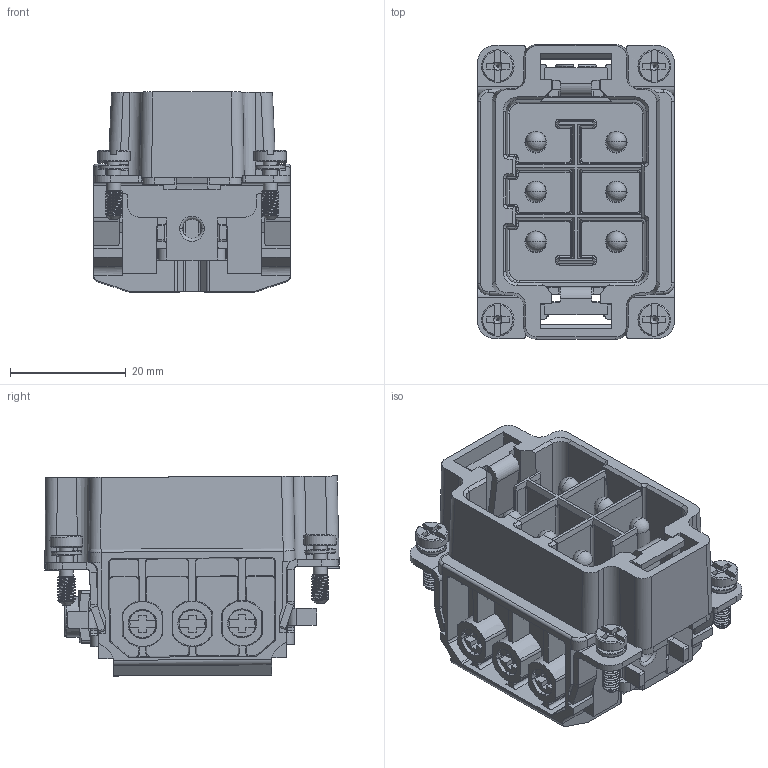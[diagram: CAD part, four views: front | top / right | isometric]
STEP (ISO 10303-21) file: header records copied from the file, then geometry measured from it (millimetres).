
FILE_DESCRIPTION(/* description */ (''),/* implementation_level */ '2;1');
FILE_NAME(/* name */ '1270060110511_01-HSC-006-M_成品_stp.stp',/* time_stamp */ '2024-04-02T18:50:35+08:00',/* author */ (''),/* organization */ (''),/* preprocessor_version */ 'ST-DEVELOPER v18.1',/* originating_system */ 'SIEMENS PLM Software NX 1980',/* authorisation */ '');
FILE_SCHEMA (('AUTOMOTIVE_DESIGN { 1 0 10303 214 3 1 1 1 }'));
Products named in the file (1): 131834A09DBDatm6
Bounding box: 34 x 50.81 x 34.54 mm (x, y, z)
Volume: 21775.8 mm3; surface area: 27503.7 mm2
Topology: 10 solids, 12 shells, 2114 faces, 6045 edges, 3956 vertices
Faces by surface type: plane 1029, cylinder 641, cone 277, bspline 98, torus 49, sphere 20
Full cylindrical faces by diameter (mm): 2.4 x8, 5.6 x4
Entity records: 87624 total; most frequent: CARTESIAN_POINT 33930, ORIENTED_EDGE 11942, DIRECTION 10200, EDGE_CURVE 5971, VERTEX_POINT 3939, AXIS2_PLACEMENT_3D 3635, LINE 2930, VECTOR 2930
